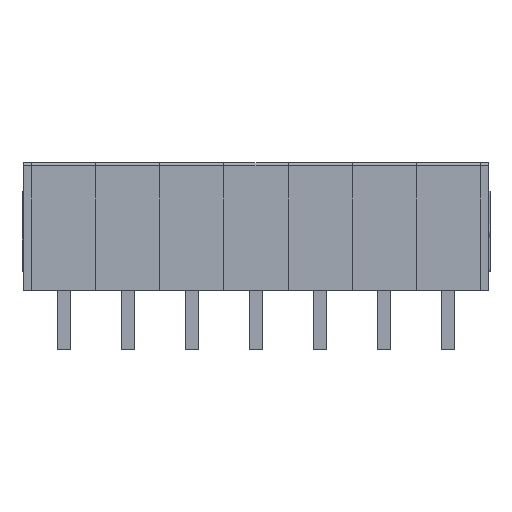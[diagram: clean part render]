
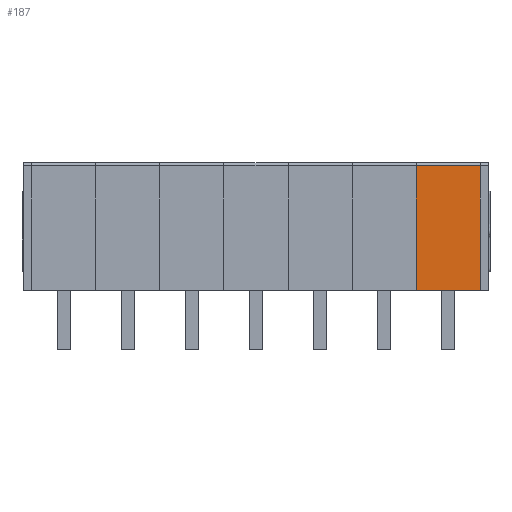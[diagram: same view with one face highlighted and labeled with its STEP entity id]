
A CAD part, front view. The second image highlights one B-rep face of the part: STEP entity #187.
In plain terms, the highlighted planar face has unit normal (0, -1, 0).
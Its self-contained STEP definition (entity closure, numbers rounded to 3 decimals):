
#187=ADVANCED_FACE('3578',(#992),#993,.T.);
#992=FACE_OUTER_BOUND('',#2477,.T.);
#993=PLANE('',#2478);
#2477=EDGE_LOOP('',(#4445,#4446,#4447,#4448));
#2478=AXIS2_PLACEMENT_3D('',#4449,#4450,#4451);
#4445=ORIENTED_EDGE('',*,*,#9956,.T.);
#4446=ORIENTED_EDGE('',*,*,#10095,.T.);
#4447=ORIENTED_EDGE('',*,*,#10096,.F.);
#4448=ORIENTED_EDGE('',*,*,#9970,.F.);
#4449=CARTESIAN_POINT('',(-2.4,-4.6,-3.7));
#4450=DIRECTION('',(0.0,-1.0,0.0));
#4451=DIRECTION('',(0.0,0.0,-1.0));
#9956=EDGE_CURVE('6396',#11965,#11963,#11966,.T.);
#9970=EDGE_CURVE('6388',#11965,#11988,#11989,.T.);
#10095=EDGE_CURVE('6389',#11963,#12189,#12191,.T.);
#10096=EDGE_CURVE('6398',#11988,#12189,#12192,.T.);
#11963=VERTEX_POINT('',#15255);
#11965=VERTEX_POINT('',#15258);
#11966=LINE('',#15259,#15260);
#11988=VERTEX_POINT('',#15295);
#11989=LINE('',#15296,#15297);
#12189=VERTEX_POINT('',#15610);
#12191=LINE('',#15613,#15614);
#12192=LINE('',#15615,#15616);
#15255=CARTESIAN_POINT('',(17.135,-4.6,-3.7));
#15258=CARTESIAN_POINT('',(13.325,-4.6,-3.7));
#15259=CARTESIAN_POINT('',(13.325,-4.6,-3.7));
#15260=VECTOR('',#20240,3.81);
#15295=CARTESIAN_POINT('',(13.325,-4.6,3.7));
#15296=CARTESIAN_POINT('',(13.325,-4.6,-3.7));
#15297=VECTOR('',#20254,7.4);
#15610=CARTESIAN_POINT('',(17.135,-4.6,3.7));
#15613=CARTESIAN_POINT('',(17.135,-4.6,-3.7));
#15614=VECTOR('',#20417,7.4);
#15615=CARTESIAN_POINT('',(13.325,-4.6,3.7));
#15616=VECTOR('',#20418,3.81);
#20240=DIRECTION('',(1.0,0.0,0.0));
#20254=DIRECTION('',(0.0,0.0,1.0));
#20417=DIRECTION('',(0.0,0.0,1.0));
#20418=DIRECTION('',(1.0,0.0,0.0));
